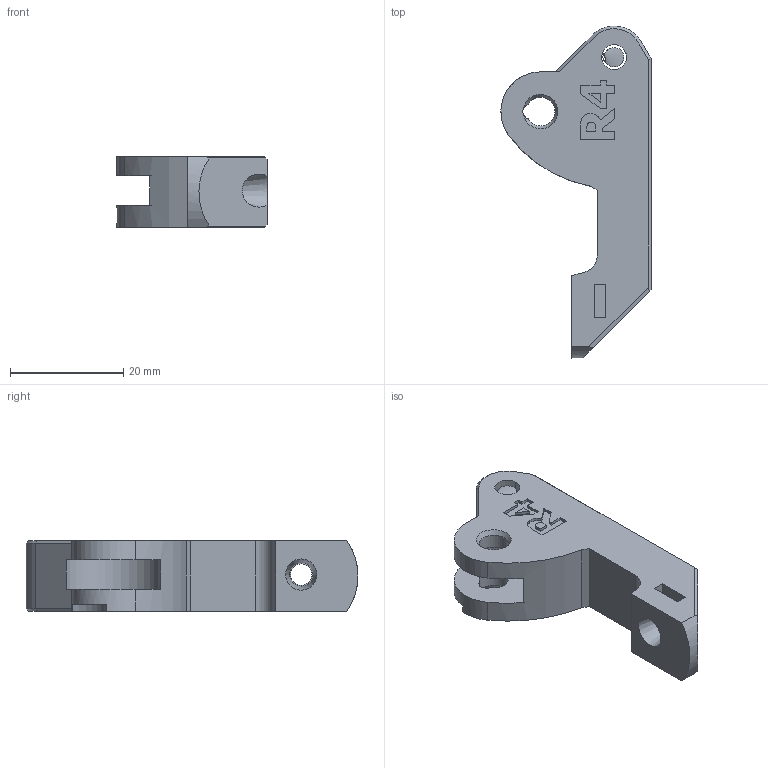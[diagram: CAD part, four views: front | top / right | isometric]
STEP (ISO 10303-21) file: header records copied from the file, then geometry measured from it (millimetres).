
FILE_DESCRIPTION(/* description */ (''),/* implementation_level */ '2;1');
FILE_NAME(/* name */ 'MINI-extruder-idler.stp',/* time_stamp */ '2020-04-27T11:51:23+02:00',/* author */ ('Robert Turinsky'),/* organization */ (''),/* preprocessor_version */ 'ST-DEVELOPER v17.2',/* originating_system */ '',/* authorisation */ '');
FILE_SCHEMA (('AUTOMOTIVE_DESIGN { 1 0 10303 214 3 1 1 }'));
Length unit declared in the file: millimetre
Products named in the file (1): idler4.3
Bounding box: 26.46 x 58.5 x 12.5 mm (x, y, z)
Volume: 8731.7 mm3; surface area: 5719.2 mm2
Topology: 1 solids, 3 shells, 144 faces, 381 edges, 246 vertices
Faces by surface type: plane 108, cylinder 21, cone 8, bspline 7
Full cylindrical faces by diameter (mm): 3.75 x1, 6.6 x2
Entity records: 4578 total; most frequent: CARTESIAN_POINT 951, ORIENTED_EDGE 762, DIRECTION 699, EDGE_CURVE 381, LINE 299, VECTOR 299, VERTEX_POINT 246, AXIS2_PLACEMENT_3D 200
